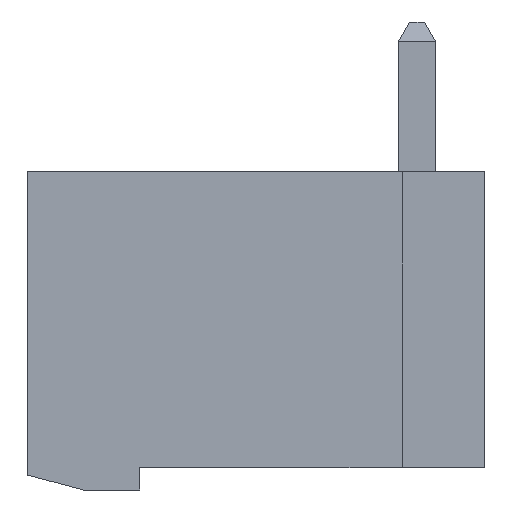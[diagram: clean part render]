
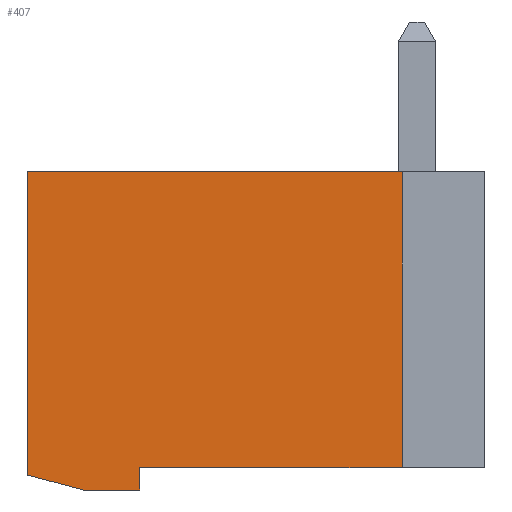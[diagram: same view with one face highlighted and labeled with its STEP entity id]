
A CAD part, front view. The second image highlights one B-rep face of the part: STEP entity #407.
In plain terms, the highlighted planar face has unit normal (0, -1, 0).
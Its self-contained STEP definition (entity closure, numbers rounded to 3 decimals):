
#407 = ADVANCED_FACE( '', ( #1013 ), #1014, .F. );
#1013 = FACE_OUTER_BOUND( '', #1827, .T. );
#1014 = PLANE( '', #1828 );
#1827 = EDGE_LOOP( '', ( #2991, #2992, #2993, #2994, #2995, #2996, #2997 ) );
#1828 = AXIS2_PLACEMENT_3D( '', #2998, #2999, #3000 );
#2991 = ORIENTED_EDGE( '', *, *, #5044, .T. );
#2992 = ORIENTED_EDGE( '', *, *, #4872, .T. );
#2993 = ORIENTED_EDGE( '', *, *, #5141, .T. );
#2994 = ORIENTED_EDGE( '', *, *, #5007, .T. );
#2995 = ORIENTED_EDGE( '', *, *, #5142, .T. );
#2996 = ORIENTED_EDGE( '', *, *, #5143, .T. );
#2997 = ORIENTED_EDGE( '', *, *, #5144, .T. );
#2998 = CARTESIAN_POINT( '', ( -6.6, -5., 69.8 ) );
#2999 = DIRECTION( '', ( 0., 1., 0. ) );
#3000 = DIRECTION( '', ( 1., 0., 0. ) );
#4872 = EDGE_CURVE( '', #5842, #5843, #5844, .T. );
#5007 = EDGE_CURVE( '', #6081, #6079, #6082, .T. );
#5044 = EDGE_CURVE( '', #6147, #5842, #6148, .T. );
#5141 = EDGE_CURVE( '', #5843, #6081, #6308, .T. );
#5142 = EDGE_CURVE( '', #6079, #6309, #6310, .T. );
#5143 = EDGE_CURVE( '', #6309, #6311, #6312, .T. );
#5144 = EDGE_CURVE( '', #6311, #6147, #6313, .T. );
#5842 = VERTEX_POINT( '', #7230 );
#5843 = VERTEX_POINT( '', #7231 );
#5844 = LINE( '', #7232, #7233 );
#6079 = VERTEX_POINT( '', #7574 );
#6081 = VERTEX_POINT( '', #7577 );
#6082 = LINE( '', #7578, #7579 );
#6147 = VERTEX_POINT( '', #7677 );
#6148 = LINE( '', #7678, #7679 );
#6308 = LINE( '', #7910, #7911 );
#6309 = VERTEX_POINT( '', #7912 );
#6310 = LINE( '', #7913, #7914 );
#6311 = VERTEX_POINT( '', #7915 );
#6312 = LINE( '', #7916, #7917 );
#6313 = LINE( '', #7918, #7919 );
#7230 = CARTESIAN_POINT( '', ( 0.4, -5., 70.5 ) );
#7231 = CARTESIAN_POINT( '', ( 0.4, -5., 78.4 ) );
#7232 = CARTESIAN_POINT( '', ( 0.4, -5., 78.4 ) );
#7233 = VECTOR( '', #9106, 1000. );
#7574 = CARTESIAN_POINT( '', ( -9.6, -5., 70.3 ) );
#7577 = CARTESIAN_POINT( '', ( -9.6, -5., 78.4 ) );
#7578 = CARTESIAN_POINT( '', ( -9.6, -5., 70.2 ) );
#7579 = VECTOR( '', #9232, 1000. );
#7677 = CARTESIAN_POINT( '', ( -6.6, -5., 70.5 ) );
#7678 = CARTESIAN_POINT( '', ( 0.2, -5., 70.5 ) );
#7679 = VECTOR( '', #9269, 1000. );
#7910 = CARTESIAN_POINT( '', ( -9.6, -5., 78.4 ) );
#7911 = VECTOR( '', #9353, 1000. );
#7912 = CARTESIAN_POINT( '', ( -8.107, -5., 69.9 ) );
#7913 = CARTESIAN_POINT( '', ( -8.107, -5., 69.9 ) );
#7914 = VECTOR( '', #9354, 1000. );
#7915 = CARTESIAN_POINT( '', ( -6.6, -5., 69.9 ) );
#7916 = CARTESIAN_POINT( '', ( -6.6, -5., 69.9 ) );
#7917 = VECTOR( '', #9355, 1000. );
#7918 = CARTESIAN_POINT( '', ( -6.6, -5., 70.3 ) );
#7919 = VECTOR( '', #9356, 1000. );
#9106 = DIRECTION( '', ( 0., 0., 1. ) );
#9232 = DIRECTION( '', ( 0., 0., -1. ) );
#9269 = DIRECTION( '', ( 1., 0., 0. ) );
#9353 = DIRECTION( '', ( -1., 0., 0. ) );
#9354 = DIRECTION( '', ( 0.966, 0., -0.259 ) );
#9355 = DIRECTION( '', ( 1., 0., 0. ) );
#9356 = DIRECTION( '', ( 0., 0., 1. ) );
